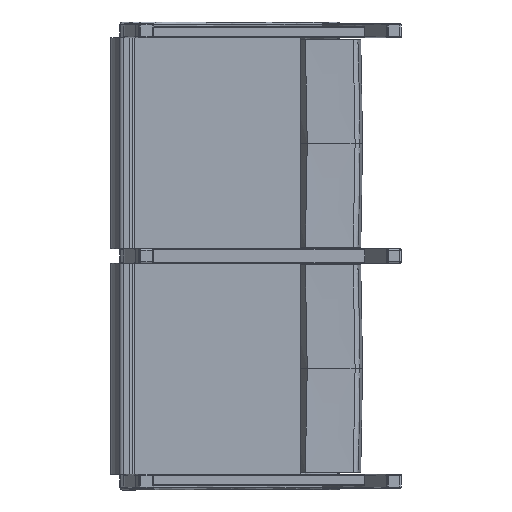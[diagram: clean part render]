
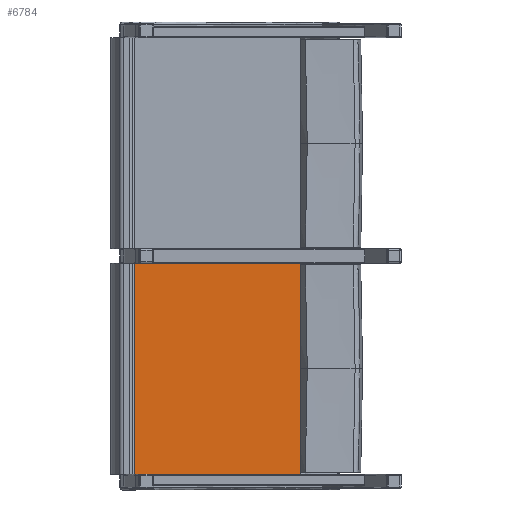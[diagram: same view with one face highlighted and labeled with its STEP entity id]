
A CAD part, front view. The second image highlights one B-rep face of the part: STEP entity #6784.
In plain terms, the highlighted planar face has unit normal (0, -1, 0).
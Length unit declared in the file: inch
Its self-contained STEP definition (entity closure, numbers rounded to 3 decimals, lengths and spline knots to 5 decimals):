
#568=PLANE('',#7195);
#710=FACE_OUTER_BOUND('',#1102,.T.);
#1102=EDGE_LOOP('',(#4593,#4594,#4595,#4596));
#1620=LINE('',#9847,#2062);
#1624=LINE('',#9866,#2066);
#1628=LINE('',#9881,#2070);
#1629=LINE('',#9882,#2071);
#2062=VECTOR('',#7928,17.59422);
#2066=VECTOR('',#7946,22.375);
#2070=VECTOR('',#7964,17.59422);
#2071=VECTOR('',#7965,22.375);
#2857=VERTEX_POINT('',#9844);
#2858=VERTEX_POINT('',#9846);
#2866=VERTEX_POINT('',#9864);
#2870=VERTEX_POINT('',#9880);
#3537=EDGE_CURVE('',#2857,#2858,#1620,.T.);
#3547=EDGE_CURVE('',#2857,#2866,#1624,.T.);
#3554=EDGE_CURVE('',#2870,#2866,#1628,.T.);
#3555=EDGE_CURVE('',#2858,#2870,#1629,.T.);
#4593=ORIENTED_EDGE('',*,*,#3537,.F.);
#4594=ORIENTED_EDGE('',*,*,#3547,.T.);
#4595=ORIENTED_EDGE('',*,*,#3554,.F.);
#4596=ORIENTED_EDGE('',*,*,#3555,.F.);
#6784=ADVANCED_FACE('',(#710),#568,.T.);
#7195=AXIS2_PLACEMENT_3D('',#9879,#7962,#7963);
#7928=DIRECTION('',(-1.,0.,0.));
#7946=DIRECTION('',(0.,0.,1.));
#7962=DIRECTION('center_axis',(0.,-1.,0.));
#7963=DIRECTION('ref_axis',(1.,0.,0.));
#7964=DIRECTION('',(1.,0.,0.));
#7965=DIRECTION('',(0.,0.,1.));
#9844=CARTESIAN_POINT('',(5.73372,-1.86655,0.));
#9846=CARTESIAN_POINT('',(-11.8605,-1.86655,0.));
#9847=CARTESIAN_POINT('',(5.73372,-1.86655,0.));
#9864=CARTESIAN_POINT('',(5.73372,-1.86655,22.375));
#9866=CARTESIAN_POINT('',(5.73372,-1.86655,0.));
#9879=CARTESIAN_POINT('Origin',(-11.8605,-1.86655,0.));
#9880=CARTESIAN_POINT('',(-11.8605,-1.86655,22.375));
#9881=CARTESIAN_POINT('',(4.31556,-1.86655,22.375));
#9882=CARTESIAN_POINT('',(-11.8605,-1.86655,0.));
